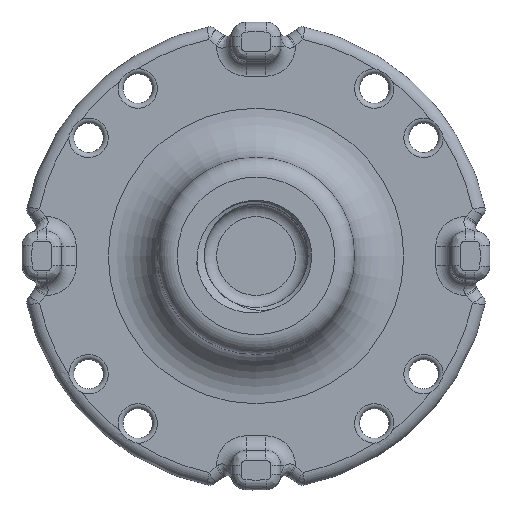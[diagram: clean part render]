
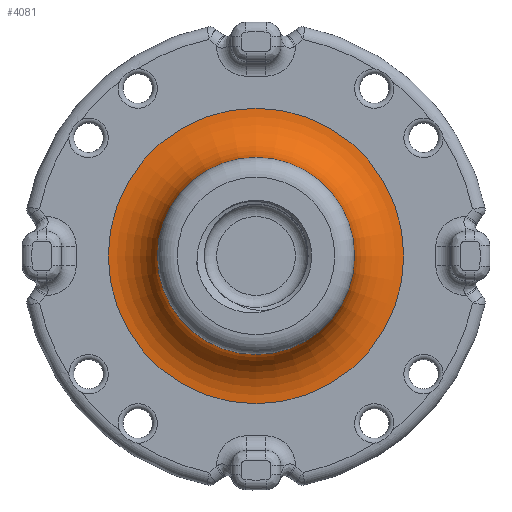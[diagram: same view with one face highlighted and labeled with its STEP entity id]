
A CAD part, top view. The second image highlights one B-rep face of the part: STEP entity #4081.
In plain terms, the highlighted toroidal (fillet/blend) face has major radius 30 mm and minor radius 10 mm.
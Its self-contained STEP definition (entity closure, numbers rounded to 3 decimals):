
#107=TOROIDAL_SURFACE('',#4637,30.,10.);
#445=FACE_OUTER_BOUND('',#714,.T.);
#714=EDGE_LOOP('',(#3721,#3722,#3723,#3724,#3725));
#961=CIRCLE('',#4480,30.);
#1042=CIRCLE('',#4626,20.);
#1043=CIRCLE('',#4627,20.);
#1048=CIRCLE('',#4638,10.);
#1798=VERTEX_POINT('',#9980);
#1862=VERTEX_POINT('',#10393);
#1863=VERTEX_POINT('',#10395);
#2335=EDGE_CURVE('',#1798,#1798,#961,.T.);
#2476=EDGE_CURVE('',#1863,#1862,#1042,.T.);
#2477=EDGE_CURVE('',#1862,#1863,#1043,.T.);
#2485=EDGE_CURVE('',#1863,#1798,#1048,.T.);
#3721=ORIENTED_EDGE('',*,*,#2476,.T.);
#3722=ORIENTED_EDGE('',*,*,#2477,.T.);
#3723=ORIENTED_EDGE('',*,*,#2485,.T.);
#3724=ORIENTED_EDGE('',*,*,#2335,.T.);
#3725=ORIENTED_EDGE('',*,*,#2485,.F.);
#4081=ADVANCED_FACE('',(#445),#107,.F.);
#4480=AXIS2_PLACEMENT_3D('',#9981,#5523,#5524);
#4626=AXIS2_PLACEMENT_3D('',#10396,#5875,#5876);
#4627=AXIS2_PLACEMENT_3D('',#10397,#5877,#5878);
#4637=AXIS2_PLACEMENT_3D('',#10821,#5897,#5898);
#4638=AXIS2_PLACEMENT_3D('',#10822,#5899,#5900);
#5523=DIRECTION('center_axis',(0.,0.,1.));
#5524=DIRECTION('ref_axis',(-1.,0.,0.));
#5875=DIRECTION('center_axis',(0.,0.,-1.));
#5876=DIRECTION('ref_axis',(-1.,0.,0.));
#5877=DIRECTION('center_axis',(0.,0.,-1.));
#5878=DIRECTION('ref_axis',(-1.,0.,0.));
#5897=DIRECTION('center_axis',(0.,0.,-1.));
#5898=DIRECTION('ref_axis',(-1.,0.,0.));
#5899=DIRECTION('center_axis',(0.,-1.,0.));
#5900=DIRECTION('ref_axis',(1.,0.,0.));
#9980=CARTESIAN_POINT('',(30.,0.,6.));
#9981=CARTESIAN_POINT('Origin',(0.,0.,6.));
#10393=CARTESIAN_POINT('',(-20.,0.,16.));
#10395=CARTESIAN_POINT('',(20.,0.,16.));
#10396=CARTESIAN_POINT('Origin',(0.,0.,16.));
#10397=CARTESIAN_POINT('Origin',(0.,0.,16.));
#10821=CARTESIAN_POINT('Origin',(0.,0.,16.));
#10822=CARTESIAN_POINT('Origin',(30.,0.,16.));
